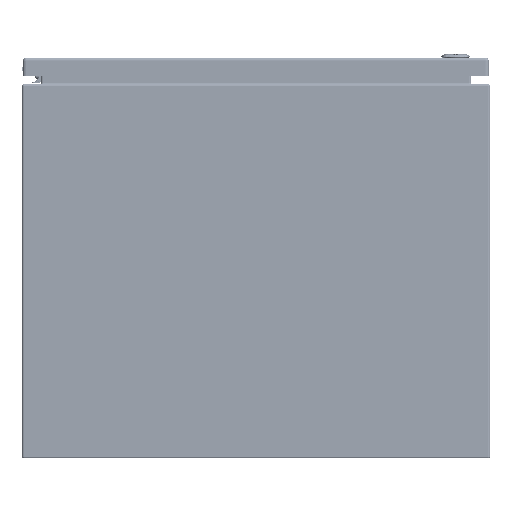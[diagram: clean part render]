
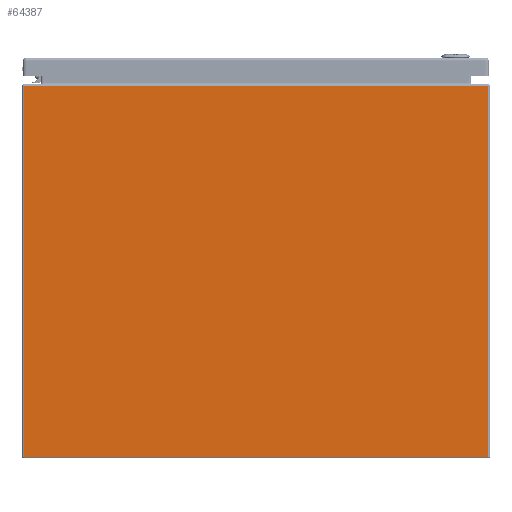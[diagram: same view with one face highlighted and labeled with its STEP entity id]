
A CAD part, front view. The second image highlights one B-rep face of the part: STEP entity #64387.
In plain terms, the highlighted planar face has unit normal (0, -1, 0).
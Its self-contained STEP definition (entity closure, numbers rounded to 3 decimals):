
#7364=LINE('',#87165,#11401);
#7365=LINE('',#87171,#11402);
#7367=LINE('',#87177,#11404);
#7368=LINE('',#87178,#11405);
#11401=VECTOR('',#73894,0.394);
#11402=VECTOR('',#73903,0.394);
#11404=VECTOR('',#73909,0.394);
#11405=VECTOR('',#73910,0.394);
#16168=FACE_OUTER_BOUND('',#20030,.T.);
#20030=EDGE_LOOP('',(#42829,#42830,#42831,#42832));
#25932=VERTEX_POINT('',#87157);
#25934=VERTEX_POINT('',#87163);
#25935=VERTEX_POINT('',#87170);
#25937=VERTEX_POINT('',#87176);
#32537=EDGE_CURVE('',#25934,#25932,#7364,.T.);
#32540=EDGE_CURVE('',#25935,#25932,#7365,.T.);
#32543=EDGE_CURVE('',#25937,#25934,#7367,.T.);
#32544=EDGE_CURVE('',#25935,#25937,#7368,.T.);
#42829=ORIENTED_EDGE('',*,*,#32537,.F.);
#42830=ORIENTED_EDGE('',*,*,#32543,.F.);
#42831=ORIENTED_EDGE('',*,*,#32544,.F.);
#42832=ORIENTED_EDGE('',*,*,#32540,.T.);
#62847=PLANE('',#69104);
#64387=ADVANCED_FACE('',(#16168),#62847,.F.);
#69104=AXIS2_PLACEMENT_3D('',#87175,#73907,#73908);
#73894=DIRECTION('',(0.,0.,-1.));
#73903=DIRECTION('',(1.,0.,0.));
#73907=DIRECTION('center_axis',(0.,1.,0.));
#73908=DIRECTION('ref_axis',(0.,0.,1.));
#73909=DIRECTION('',(1.,0.,0.));
#73910=DIRECTION('',(0.,0.,1.));
#87157=CARTESIAN_POINT('',(9.916,-12.,0.084));
#87163=CARTESIAN_POINT('',(9.916,-12.,15.916));
#87165=CARTESIAN_POINT('',(9.916,-12.,15.916));
#87170=CARTESIAN_POINT('',(-9.916,-12.,0.084));
#87171=CARTESIAN_POINT('',(9.916,-12.,0.084));
#87175=CARTESIAN_POINT('Origin',(9.078,-12.,15.916));
#87176=CARTESIAN_POINT('',(-9.916,-12.,15.916));
#87177=CARTESIAN_POINT('',(-9.078,-12.,15.916));
#87178=CARTESIAN_POINT('',(-9.916,-12.,15.916));
